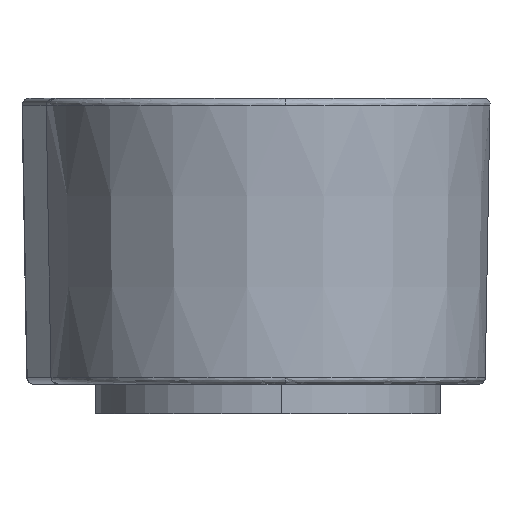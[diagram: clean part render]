
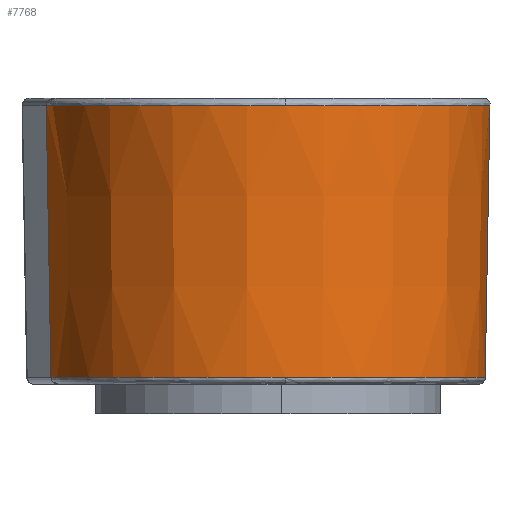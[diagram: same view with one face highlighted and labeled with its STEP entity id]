
A CAD part, left-side view. The second image highlights one B-rep face of the part: STEP entity #7768.
In plain terms, the highlighted conical face has half-angle 1 degrees and reference radius 46.973 mm.
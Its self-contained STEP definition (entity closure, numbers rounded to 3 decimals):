
#3 = EDGE_CURVE ( 'NONE', #5567, #4061, #2839, .T. ) ;
#55 = FACE_OUTER_BOUND ( 'NONE', #2259, .T. ) ;
#88 = CIRCLE ( 'NONE', #3686, 46.973 ) ;
#104 = DIRECTION ( 'NONE',  ( 0.079, -0.997, 0. ) ) ;
#107 = EDGE_CURVE ( 'NONE', #4061, #589, #7445, .T. ) ;
#503 = ORIENTED_EDGE ( 'NONE', *, *, #610, .T. ) ;
#589 = VERTEX_POINT ( 'NONE', #4056 ) ;
#601 = DIRECTION ( 'NONE',  ( -0.001, 0.017, -1. ) ) ;
#610 = EDGE_CURVE ( 'NONE', #7587, #589, #1511, .T. ) ;
#735 = DIRECTION ( 'NONE',  ( 0., 0., 1. ) ) ;
#1421 = VECTOR ( 'NONE', #6495, 1000. ) ;
#1511 = LINE ( 'NONE', #3559, #1421 ) ;
#1809 = EDGE_CURVE ( 'NONE', #5857, #7587, #4700, .T. ) ;
#1825 = CONICAL_SURFACE ( 'NONE', #5300, 46.973, 0.017 ) ;
#2049 = DIRECTION ( 'NONE',  ( 0., 0., -1. ) ) ;
#2096 = CARTESIAN_POINT ( 'NONE',  ( 0., 0., -1.526 ) ) ;
#2224 = CARTESIAN_POINT ( 'NONE',  ( 3.647, -45.828, -58.826 ) ) ;
#2259 = EDGE_LOOP ( 'NONE', ( #503, #3194, #2653, #7093, #2271, #5272 ) ) ;
#2271 = ORIENTED_EDGE ( 'NONE', *, *, #3273, .T. ) ;
#2325 = AXIS2_PLACEMENT_3D ( 'NONE', #7577, #7597, #7010 ) ;
#2387 = DIRECTION ( 'NONE',  ( 0., 0., -1. ) ) ;
#2423 = CARTESIAN_POINT ( 'NONE',  ( 3.726, -46.825, -1.526 ) ) ;
#2653 = ORIENTED_EDGE ( 'NONE', *, *, #3, .F. ) ;
#2780 = AXIS2_PLACEMENT_3D ( 'NONE', #6433, #4046, #5774 ) ;
#2839 = CIRCLE ( 'NONE', #2325, 45.973 ) ;
#3112 = CARTESIAN_POINT ( 'NONE',  ( -46.825, -3.726, -1.526 ) ) ;
#3164 = CARTESIAN_POINT ( 'NONE',  ( -45.828, -3.647, -58.826 ) ) ;
#3194 = ORIENTED_EDGE ( 'NONE', *, *, #107, .F. ) ;
#3273 = EDGE_CURVE ( 'NONE', #6228, #5857, #88, .T. ) ;
#3559 = CARTESIAN_POINT ( 'NONE',  ( -3.647, 45.828, -58.826 ) ) ;
#3686 = AXIS2_PLACEMENT_3D ( 'NONE', #2096, #2049, #5110 ) ;
#4046 = DIRECTION ( 'NONE',  ( 0., 0., -1. ) ) ;
#4056 = CARTESIAN_POINT ( 'NONE',  ( -3.647, 45.828, -58.826 ) ) ;
#4061 = VERTEX_POINT ( 'NONE', #3164 ) ;
#4328 = CARTESIAN_POINT ( 'NONE',  ( 0., 0., -1.526 ) ) ;
#4387 = CARTESIAN_POINT ( 'NONE',  ( -3.726, 46.825, -1.526 ) ) ;
#4647 = AXIS2_PLACEMENT_3D ( 'NONE', #6064, #2387, #7171 ) ;
#4700 = CIRCLE ( 'NONE', #4647, 46.973 ) ;
#5110 = DIRECTION ( 'NONE',  ( -0.997, -0.079, 0. ) ) ;
#5128 = VECTOR ( 'NONE', #601, 1000. ) ;
#5272 = ORIENTED_EDGE ( 'NONE', *, *, #1809, .T. ) ;
#5300 = AXIS2_PLACEMENT_3D ( 'NONE', #4328, #735, #104 ) ;
#5433 = CARTESIAN_POINT ( 'NONE',  ( 3.726, -46.825, -1.526 ) ) ;
#5567 = VERTEX_POINT ( 'NONE', #2224 ) ;
#5774 = DIRECTION ( 'NONE',  ( 0.997, 0.079, 0. ) ) ;
#5857 = VERTEX_POINT ( 'NONE', #3112 ) ;
#6064 = CARTESIAN_POINT ( 'NONE',  ( 0., 0., -1.526 ) ) ;
#6228 = VERTEX_POINT ( 'NONE', #5433 ) ;
#6433 = CARTESIAN_POINT ( 'NONE',  ( 0., 0., -58.826 ) ) ;
#6495 = DIRECTION ( 'NONE',  ( 0.001, -0.017, -1. ) ) ;
#6549 = EDGE_CURVE ( 'NONE', #6228, #5567, #6735, .T. ) ;
#6735 = LINE ( 'NONE', #2423, #5128 ) ;
#7010 = DIRECTION ( 'NONE',  ( 0.997, 0.079, 0. ) ) ;
#7093 = ORIENTED_EDGE ( 'NONE', *, *, #6549, .F. ) ;
#7171 = DIRECTION ( 'NONE',  ( -0.997, -0.079, 0. ) ) ;
#7445 = CIRCLE ( 'NONE', #2780, 45.973 ) ;
#7577 = CARTESIAN_POINT ( 'NONE',  ( 0., 0., -58.826 ) ) ;
#7587 = VERTEX_POINT ( 'NONE', #4387 ) ;
#7597 = DIRECTION ( 'NONE',  ( 0., 0., -1. ) ) ;
#7768 = ADVANCED_FACE ( 'NONE', ( #55 ), #1825, .T. ) ;
